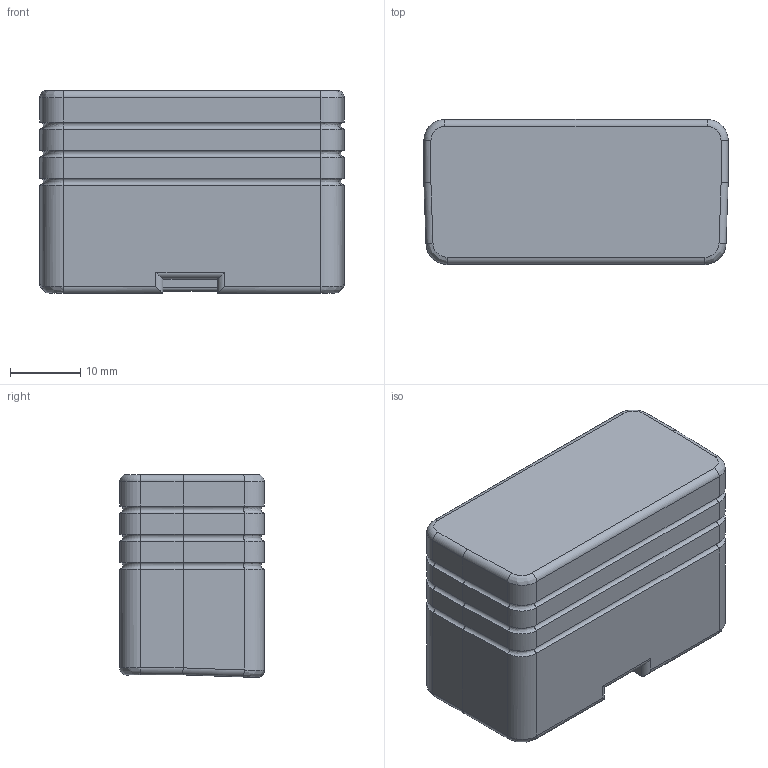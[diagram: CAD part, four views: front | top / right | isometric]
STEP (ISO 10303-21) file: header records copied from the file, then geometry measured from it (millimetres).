
FILE_DESCRIPTION((''),'2;1');
FILE_NAME('','2025-02-04T',(''),(''),'PRO/ENGINEER BY PARAMETRIC TECHNOLOGY CORPORATION, 2003250','PRO/ENGINEER BY PARAMETRIC TECHNOLOGY CORPORATION, 2003250','');
FILE_SCHEMA(('CONFIG_CONTROL_DESIGN'));
Length unit declared in the file: millimetre
Bounding box: 43.41 x 20.66 x 28.96 mm (x, y, z)
Volume: 11538.3 mm3; surface area: 8137.4 mm2
Topology: 1 solids, 1 shells, 128 faces, 279 edges, 154 vertices
Faces by surface type: cylinder 49, plane 43, bspline 16, torus 8, extrusion 8, cone 4
Entity records: 4249 total; most frequent: CARTESIAN_POINT 1541, ORIENTED_EDGE 558, DIRECTION 535, EDGE_CURVE 279, AXIS2_PLACEMENT_3D 184, VECTOR 167, LINE 159, VERTEX_POINT 154
